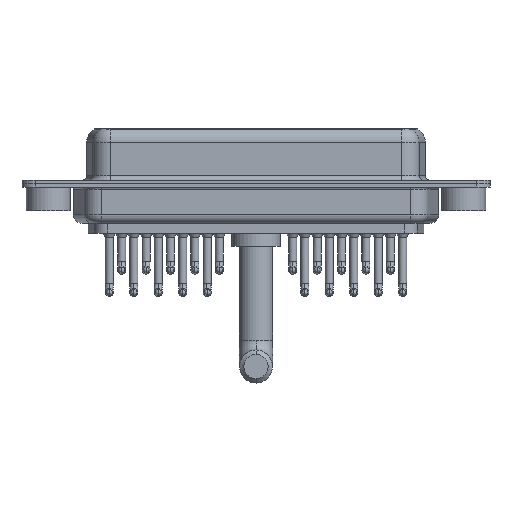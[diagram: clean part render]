
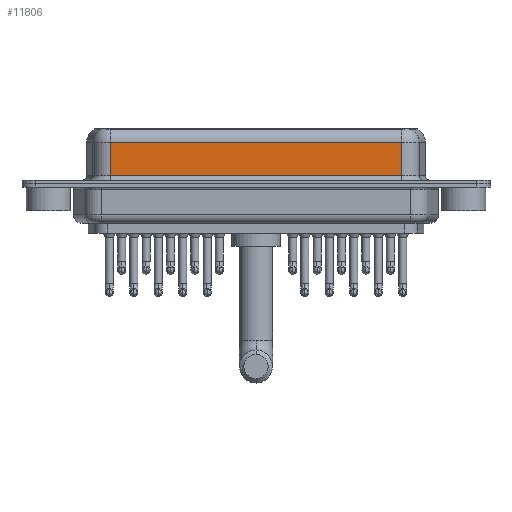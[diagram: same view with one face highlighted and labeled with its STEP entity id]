
A CAD part, front view. The second image highlights one B-rep face of the part: STEP entity #11806.
In plain terms, the highlighted planar face has unit normal (0, -1, 0).
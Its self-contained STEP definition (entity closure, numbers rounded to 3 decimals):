
#406 = CARTESIAN_POINT ( 'NONE',  ( 40.037, -3.95, 4.65 ) ) ;
#552 = EDGE_CURVE ( 'NONE', #10485, #19629, #4067, .T. ) ;
#1080 = CARTESIAN_POINT ( 'NONE',  ( 7.013, -3.95, 0.9 ) ) ;
#2254 = VECTOR ( 'NONE', #9374, 1000. ) ;
#4067 = LINE ( 'NONE', #406, #2254 ) ;
#4368 = CARTESIAN_POINT ( 'NONE',  ( 40.037, -3.95, 0.9 ) ) ;
#4395 = LINE ( 'NONE', #9700, #9030 ) ;
#4417 = ORIENTED_EDGE ( 'NONE', *, *, #5097, .F. ) ;
#4556 = VECTOR ( 'NONE', #9559, 1000. ) ;
#4704 = CARTESIAN_POINT ( 'NONE',  ( 40.037, -3.95, 6.4 ) ) ;
#5097 = EDGE_CURVE ( 'NONE', #10485, #22353, #7743, .T. ) ;
#6141 = EDGE_LOOP ( 'NONE', ( #4417, #7786, #16534, #12322 ) ) ;
#6588 = EDGE_CURVE ( 'NONE', #19629, #19902, #4395, .T. ) ;
#7723 = CARTESIAN_POINT ( 'NONE',  ( 40.037, -3.95, 0.9 ) ) ;
#7743 = LINE ( 'NONE', #16588, #8208 ) ;
#7786 = ORIENTED_EDGE ( 'NONE', *, *, #552, .T. ) ;
#8151 = DIRECTION ( 'NONE',  ( 0., 1., 0. ) ) ;
#8208 = VECTOR ( 'NONE', #14395, 1000. ) ;
#8394 = PLANE ( 'NONE',  #12633 ) ;
#9030 = VECTOR ( 'NONE', #17976, 1000. ) ;
#9374 = DIRECTION ( 'NONE',  ( -1., 0., 0. ) ) ;
#9559 = DIRECTION ( 'NONE',  ( 1., 0., 0. ) ) ;
#9700 = CARTESIAN_POINT ( 'NONE',  ( 7.013, -3.95, 6.4 ) ) ;
#9774 = FACE_OUTER_BOUND ( 'NONE', #6141, .T. ) ;
#9890 = DIRECTION ( 'NONE',  ( 0., 0., 1. ) ) ;
#10485 = VERTEX_POINT ( 'NONE', #18843 ) ;
#11806 = ADVANCED_FACE ( 'NONE', ( #9774 ), #8394, .F. ) ;
#12322 = ORIENTED_EDGE ( 'NONE', *, *, #18602, .T. ) ;
#12457 = CARTESIAN_POINT ( 'NONE',  ( 7.013, -3.95, 4.65 ) ) ;
#12633 = AXIS2_PLACEMENT_3D ( 'NONE', #4704, #8151, #9890 ) ;
#14395 = DIRECTION ( 'NONE',  ( 0., 0., -1. ) ) ;
#16534 = ORIENTED_EDGE ( 'NONE', *, *, #6588, .T. ) ;
#16588 = CARTESIAN_POINT ( 'NONE',  ( 40.037, -3.95, 6.4 ) ) ;
#17976 = DIRECTION ( 'NONE',  ( 0., 0., -1. ) ) ;
#18058 = LINE ( 'NONE', #7723, #4556 ) ;
#18602 = EDGE_CURVE ( 'NONE', #19902, #22353, #18058, .T. ) ;
#18843 = CARTESIAN_POINT ( 'NONE',  ( 40.037, -3.95, 4.65 ) ) ;
#19629 = VERTEX_POINT ( 'NONE', #12457 ) ;
#19902 = VERTEX_POINT ( 'NONE', #1080 ) ;
#22353 = VERTEX_POINT ( 'NONE', #4368 ) ;
